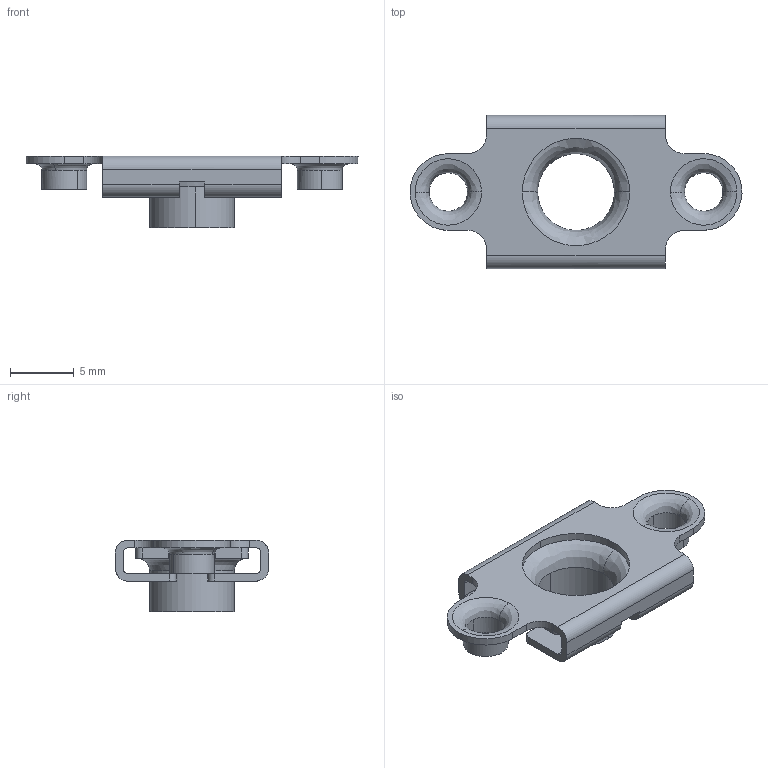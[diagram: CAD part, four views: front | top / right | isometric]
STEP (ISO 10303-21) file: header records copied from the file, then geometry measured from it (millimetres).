
FILE_DESCRIPTION((''),'2;1');
FILE_NAME('','2008-04-30T17:56:47',(''),(''),'','CADfix','');
FILE_SCHEMA(('AUTOMOTIVE_DESIGN { 1 0 10303 214 1 1 1 1 }'));
Length unit declared in the file: millimetre
Bounding box: 26 x 12 x 5.6 mm (x, y, z)
Volume: 260 mm3; surface area: 1096 mm2
Topology: 2 solids, 2 shells, 110 faces, 348 edges, 244 vertices
Faces by surface type: bspline 110
Entity records: 4225 total; most frequent: CARTESIAN_POINT 2326, ORIENTED_EDGE 696, EDGE_CURVE 348, VERTEX_POINT 244, QUASI_UNIFORM_CURVE 164, EDGE_LOOP 120, FACE_OUTER_BOUND 110, ADVANCED_FACE 110
